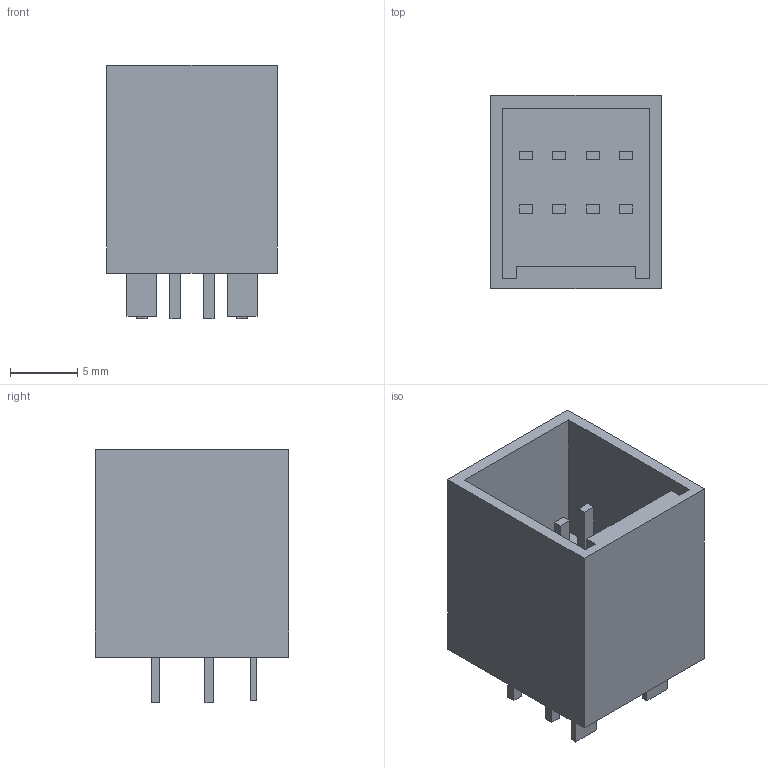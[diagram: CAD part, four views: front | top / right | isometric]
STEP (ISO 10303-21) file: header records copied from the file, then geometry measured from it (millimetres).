
FILE_DESCRIPTION(('FreeCAD Model'),'2;1');
FILE_NAME('JST_J2100_B08B-J21DK-GG_2x04x2.50mm_Straight.STEP','2016-03-20T21:43:13' ,('Author'),(''),'Open CASCADE STEP processor 6.8','FreeCAD','Unknown' );
FILE_SCHEMA(('AUTOMOTIVE_DESIGN_CC2 { 1 2 10303 214 -1 1 5 4 }'));
Length unit declared in the file: millimetre
Products named in the file (1): B08B-J21DK-GGXR
Bounding box: 12.7 x 14.4 x 18.9 mm (x, y, z)
Volume: 1531.4 mm3; surface area: 1947.8 mm2
Topology: 1 solids, 1 shells, 105 faces, 252 edges, 168 vertices
Faces by surface type: plane 105
Entity records: 7010 total; most frequent: CARTESIAN_POINT 1030, DIRECTION 968, LINE 756, VECTOR 756, ORIENTED_EDGE 504, PCURVE 504, DEFINITIONAL_REPRESENTATION 504, EDGE_CURVE 252
